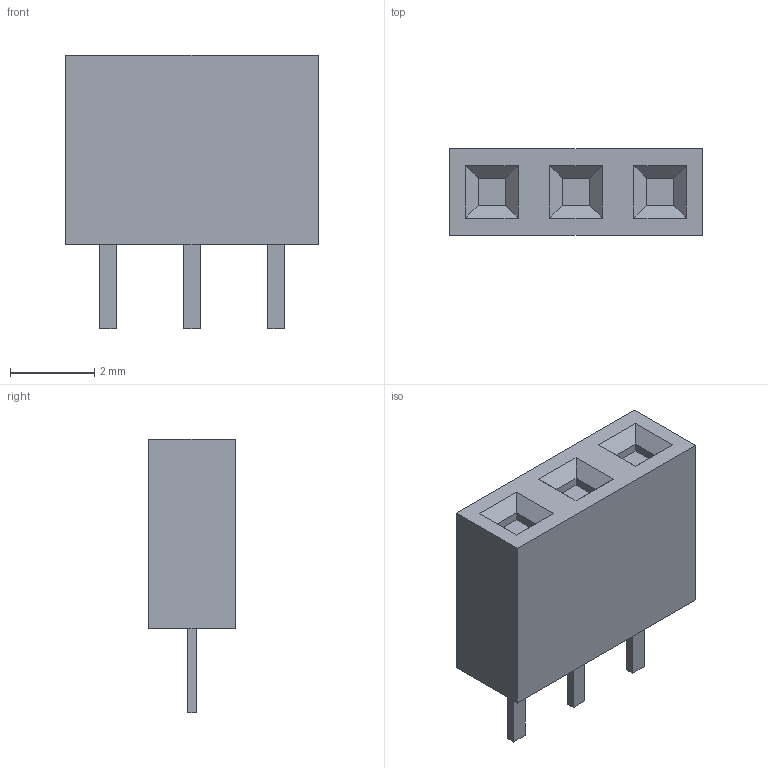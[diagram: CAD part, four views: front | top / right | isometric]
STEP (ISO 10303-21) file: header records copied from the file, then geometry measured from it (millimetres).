
FILE_DESCRIPTION((''),'2;1');
FILE_NAME('C-2314870-3','2018-07-19T',('workeradm'),('TE Connectivity Ltd.'),'CREO PARAMETRIC BY PTC INC, 2016050','CREO PARAMETRIC BY PTC INC, 2016050','');
FILE_SCHEMA(('AUTOMOTIVE_DESIGN { 1 0 10303 214 1 1 1 1 }'));
Length unit declared in the file: millimetre
Products named in the file (1): C-2314870-3
Bounding box: 6 x 2.06 x 6.5 mm (x, y, z)
Volume: 55 mm3; surface area: 107.4 mm2
Topology: 1 solids, 1 shells, 48 faces, 108 edges, 68 vertices
Faces by surface type: plane 48
Entity records: 1472 total; most frequent: CARTESIAN_POINT 226, ORIENTED_EDGE 216, DIRECTION 204, COLOUR_RGB 126, VECTOR 108, LINE 108, EDGE_CURVE 108, VERTEX_POINT 68
